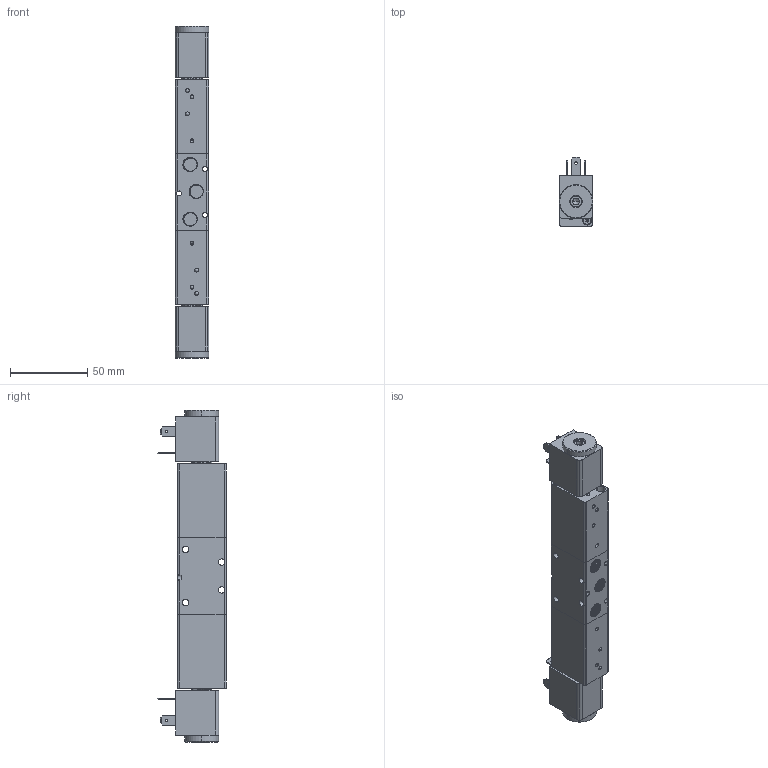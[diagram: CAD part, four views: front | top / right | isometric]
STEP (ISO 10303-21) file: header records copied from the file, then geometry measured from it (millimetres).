
FILE_DESCRIPTION((''),'2;1');
FILE_NAME('00_036_3.stp','2003-01-02T17:45:38',('Branislav Petkovic'),('AZ Pneumatica'),'AutoCAD STEP 2000i','AutoCAD 2000i','Via J. F. Kennedy, 26, 20020 Misinto (MI), ITALY');
FILE_SCHEMA(('CONFIG_CONTROL_DESIGN'));
Length unit declared in the file: millimetre
Products named in the file (9): 00_036_3; 521 TELO; PART1; MAGNET; PART1A; X21 KOTVA DUGA; PART2; STEZAC; PODLOSKA
Assembly tree (10 placements, depth 3):
  00_036_3
    521 TELO
      PART1
    MAGNET  x2
      PART1A
    X21 KOTVA DUGA  x2
      PART2
      STEZAC
      PODLOSKA
Bounding box: 22 x 45.09 x 215.5 mm (x, y, z)
Surface area: 41222.2 mm2 (no closed solid volume)
Topology: 0 solids, 19 shells, 663 faces, 1686 edges, 1045 vertices
Faces by surface type: cylinder 293, plane 220, cone 100, bspline 18, sphere 16, torus 16
Entity records: 27331 total; most frequent: CARTESIAN_POINT 17428, ORIENTED_EDGE 2112, DIRECTION 1892, EDGE_CURVE 1056, AXIS2_PLACEMENT_3D 710, VERTEX_POINT 683, VECTOR 472, LINE 472
